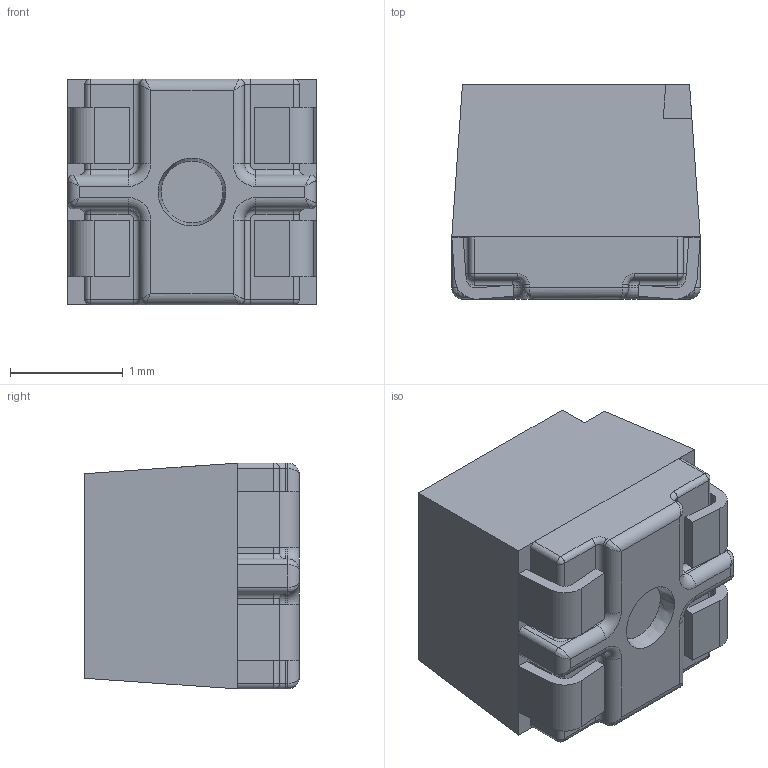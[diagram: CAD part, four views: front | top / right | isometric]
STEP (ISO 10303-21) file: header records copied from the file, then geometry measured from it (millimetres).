
FILE_DESCRIPTION (( 'STEP AP214' ), '1' );
FILE_NAME ('ASMB-KTF0-0A306.STEP', '2019-01-29T14:14:17', ( '' ), ( '' ), 'SwSTEP 2.0', 'SolidWorks 2017', '' );
FILE_SCHEMA (( 'AUTOMOTIVE_DESIGN' ));
Length unit declared in the file: millimetre
Products named in the file (1): ASMB-KTF0-0A306
Bounding box: 2.2 x 1.9 x 2 mm (x, y, z)
Volume: 7.4 mm3; surface area: 40.8 mm2
Topology: 7 solids, 7 shells, 168 faces, 400 edges, 236 vertices
Faces by surface type: plane 74, cylinder 64, torus 16, bspline 8, sphere 4, cone 2
Entity records: 4892 total; most frequent: CARTESIAN_POINT 977, DIRECTION 826, ORIENTED_EDGE 776, EDGE_CURVE 388, AXIS2_PLACEMENT_3D 293, VECTOR 240, LINE 240, VERTEX_POINT 236
